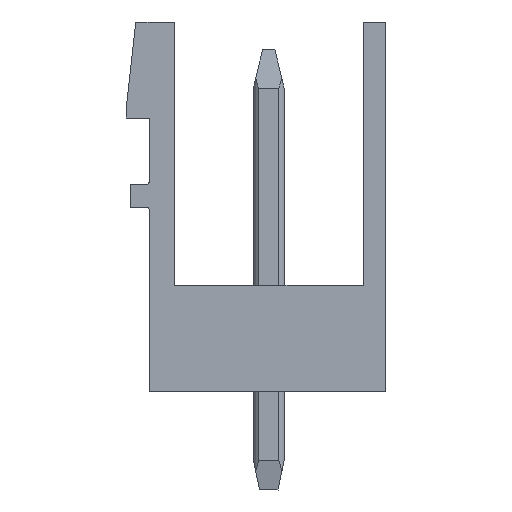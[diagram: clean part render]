
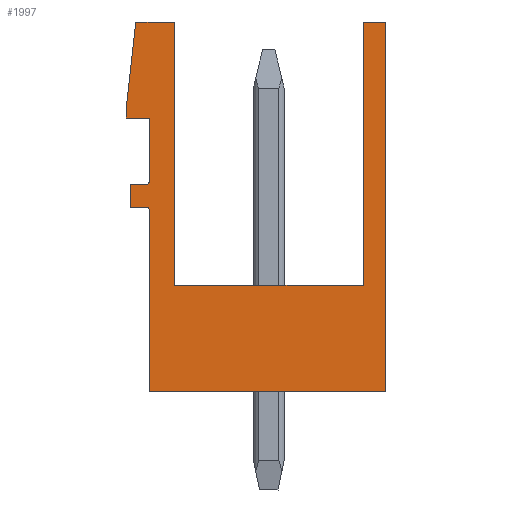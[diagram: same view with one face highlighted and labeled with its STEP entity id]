
A CAD part, left-side view. The second image highlights one B-rep face of the part: STEP entity #1997.
In plain terms, the highlighted planar face has unit normal (-1, 0, 0).
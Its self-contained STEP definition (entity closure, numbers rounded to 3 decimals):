
#1632=AXIS2_PLACEMENT_3D('Circle Axis2P3D',#1630,#1631,$) ;
#1728=AXIS2_PLACEMENT_3D('Circle Axis2P3D',#1726,#1727,$) ;
#1966=AXIS2_PLACEMENT_3D('Plane Axis2P3D',#1963,#1964,#1965) ;
#89=CARTESIAN_POINT('Vertex',(0.,6.86,6.65)) ;
#92=CARTESIAN_POINT('Line Origine',(0.,3.795,6.65)) ;
#96=CARTESIAN_POINT('Vertex',(0.,0.73,6.65)) ;
#1520=CARTESIAN_POINT('Line Origine',(0.,0.73,10.925)) ;
#1524=CARTESIAN_POINT('Vertex',(0.,0.73,15.2)) ;
#1603=CARTESIAN_POINT('Vertex',(0.,7.68,3.2)) ;
#1606=CARTESIAN_POINT('Line Origine',(0.,7.68,6.14)) ;
#1610=CARTESIAN_POINT('Vertex',(0.,7.68,9.08)) ;
#1630=CARTESIAN_POINT('Axis2P3D Location',(0.,7.78,9.08)) ;
#1634=CARTESIAN_POINT('Vertex',(0.,7.78,9.18)) ;
#1654=CARTESIAN_POINT('Line Origine',(0.,8.04,9.18)) ;
#1658=CARTESIAN_POINT('Vertex',(0.,8.3,9.18)) ;
#1678=CARTESIAN_POINT('Line Origine',(0.,8.3,9.555)) ;
#1682=CARTESIAN_POINT('Vertex',(0.,8.3,9.93)) ;
#1702=CARTESIAN_POINT('Line Origine',(0.,8.04,9.93)) ;
#1706=CARTESIAN_POINT('Vertex',(0.,7.78,9.93)) ;
#1726=CARTESIAN_POINT('Axis2P3D Location',(0.,7.78,10.03)) ;
#1730=CARTESIAN_POINT('Vertex',(0.,7.68,10.03)) ;
#1745=CARTESIAN_POINT('Line Origine',(0.,7.68,11.055)) ;
#1749=CARTESIAN_POINT('Vertex',(0.,7.68,12.08)) ;
#1769=CARTESIAN_POINT('Line Origine',(0.,8.055,12.08)) ;
#1773=CARTESIAN_POINT('Vertex',(0.,8.43,12.08)) ;
#1793=CARTESIAN_POINT('Line Origine',(0.,8.43,12.24)) ;
#1797=CARTESIAN_POINT('Vertex',(0.,8.43,12.4)) ;
#1817=CARTESIAN_POINT('Line Origine',(0.,8.275,13.8)) ;
#1821=CARTESIAN_POINT('Vertex',(0.,8.12,15.2)) ;
#1841=CARTESIAN_POINT('Line Origine',(0.,7.49,15.2)) ;
#1845=CARTESIAN_POINT('Vertex',(0.,6.86,15.2)) ;
#1860=CARTESIAN_POINT('Line Origine',(0.,0.365,15.2)) ;
#1864=CARTESIAN_POINT('Vertex',(0.,0.,15.2)) ;
#1884=CARTESIAN_POINT('Line Origine',(0.,0.,9.2)) ;
#1888=CARTESIAN_POINT('Vertex',(0.,0.,3.2)) ;
#1963=CARTESIAN_POINT('Axis2P3D Location',(0.,0.,0.)) ;
#1968=CARTESIAN_POINT('Line Origine',(0.,3.84,3.2)) ;
#1973=CARTESIAN_POINT('Line Origine',(0.,6.86,10.925)) ;
#93=DIRECTION('Vector Direction',(0.,-1.,0.)) ;
#1521=DIRECTION('Vector Direction',(0.,0.,-1.)) ;
#1607=DIRECTION('Vector Direction',(0.,0.,1.)) ;
#1631=DIRECTION('Axis2P3D Direction',(-1.,0.,0.)) ;
#1655=DIRECTION('Vector Direction',(0.,-1.,0.)) ;
#1679=DIRECTION('Vector Direction',(0.,0.,-1.)) ;
#1703=DIRECTION('Vector Direction',(0.,1.,0.)) ;
#1727=DIRECTION('Axis2P3D Direction',(-1.,0.,0.)) ;
#1746=DIRECTION('Vector Direction',(0.,0.,-1.)) ;
#1770=DIRECTION('Vector Direction',(0.,-1.,0.)) ;
#1794=DIRECTION('Vector Direction',(0.,0.,-1.)) ;
#1818=DIRECTION('Vector Direction',(0.,0.11,-0.994)) ;
#1842=DIRECTION('Vector Direction',(0.,-1.,0.)) ;
#1861=DIRECTION('Vector Direction',(0.,1.,0.)) ;
#1885=DIRECTION('Vector Direction',(0.,0.,1.)) ;
#1964=DIRECTION('Axis2P3D Direction',(-1.,0.,0.)) ;
#1965=DIRECTION('Axis2P3D XDirection',(0.,0.,1.)) ;
#1969=DIRECTION('Vector Direction',(0.,1.,0.)) ;
#1974=DIRECTION('Vector Direction',(0.,0.,1.)) ;
#94=VECTOR('Line Direction',#93,1.) ;
#1522=VECTOR('Line Direction',#1521,1.) ;
#1608=VECTOR('Line Direction',#1607,1.) ;
#1656=VECTOR('Line Direction',#1655,1.) ;
#1680=VECTOR('Line Direction',#1679,1.) ;
#1704=VECTOR('Line Direction',#1703,1.) ;
#1747=VECTOR('Line Direction',#1746,1.) ;
#1771=VECTOR('Line Direction',#1770,1.) ;
#1795=VECTOR('Line Direction',#1794,1.) ;
#1819=VECTOR('Line Direction',#1818,1.) ;
#1843=VECTOR('Line Direction',#1842,1.) ;
#1862=VECTOR('Line Direction',#1861,1.) ;
#1886=VECTOR('Line Direction',#1885,1.) ;
#1970=VECTOR('Line Direction',#1969,1.) ;
#1975=VECTOR('Line Direction',#1974,1.) ;
#1979=ORIENTED_EDGE('',*,*,#1972,.T.) ;
#1980=ORIENTED_EDGE('',*,*,#1890,.T.) ;
#1981=ORIENTED_EDGE('',*,*,#1866,.T.) ;
#1982=ORIENTED_EDGE('',*,*,#1526,.T.) ;
#1983=ORIENTED_EDGE('',*,*,#98,.T.) ;
#1984=ORIENTED_EDGE('',*,*,#1977,.T.) ;
#1985=ORIENTED_EDGE('',*,*,#1847,.T.) ;
#1986=ORIENTED_EDGE('',*,*,#1823,.T.) ;
#1987=ORIENTED_EDGE('',*,*,#1799,.T.) ;
#1988=ORIENTED_EDGE('',*,*,#1775,.T.) ;
#1989=ORIENTED_EDGE('',*,*,#1751,.T.) ;
#1990=ORIENTED_EDGE('',*,*,#1732,.T.) ;
#1991=ORIENTED_EDGE('',*,*,#1708,.T.) ;
#1992=ORIENTED_EDGE('',*,*,#1684,.T.) ;
#1993=ORIENTED_EDGE('',*,*,#1660,.T.) ;
#1994=ORIENTED_EDGE('',*,*,#1636,.T.) ;
#1995=ORIENTED_EDGE('',*,*,#1612,.T.) ;
#1997=ADVANCED_FACE('Housing',(#1996),#1967,.T.) ;
#1633=CIRCLE('generated circle',#1632,0.1) ;
#1729=CIRCLE('generated circle',#1728,0.1) ;
#98=EDGE_CURVE('',#97,#90,#95,.F.) ;
#1526=EDGE_CURVE('',#1525,#97,#1523,.T.) ;
#1612=EDGE_CURVE('',#1611,#1604,#1609,.F.) ;
#1636=EDGE_CURVE('',#1635,#1611,#1633,.F.) ;
#1660=EDGE_CURVE('',#1659,#1635,#1657,.T.) ;
#1684=EDGE_CURVE('',#1683,#1659,#1681,.T.) ;
#1708=EDGE_CURVE('',#1707,#1683,#1705,.T.) ;
#1732=EDGE_CURVE('',#1731,#1707,#1729,.F.) ;
#1751=EDGE_CURVE('',#1750,#1731,#1748,.T.) ;
#1775=EDGE_CURVE('',#1774,#1750,#1772,.T.) ;
#1799=EDGE_CURVE('',#1798,#1774,#1796,.T.) ;
#1823=EDGE_CURVE('',#1822,#1798,#1820,.T.) ;
#1847=EDGE_CURVE('',#1846,#1822,#1844,.F.) ;
#1866=EDGE_CURVE('',#1865,#1525,#1863,.T.) ;
#1890=EDGE_CURVE('',#1889,#1865,#1887,.T.) ;
#1972=EDGE_CURVE('',#1604,#1889,#1971,.F.) ;
#1977=EDGE_CURVE('',#90,#1846,#1976,.T.) ;
#1978=EDGE_LOOP('',(#1979,#1980,#1981,#1982,#1983,#1984,#1985,#1986,#1987,#1988,#1989,#1990,#1991,#1992,#1993,#1994,#1995)) ;
#1996=FACE_OUTER_BOUND('',#1978,.T.) ;
#95=LINE('Line',#92,#94) ;
#1523=LINE('Line',#1520,#1522) ;
#1609=LINE('Line',#1606,#1608) ;
#1657=LINE('Line',#1654,#1656) ;
#1681=LINE('Line',#1678,#1680) ;
#1705=LINE('Line',#1702,#1704) ;
#1748=LINE('Line',#1745,#1747) ;
#1772=LINE('Line',#1769,#1771) ;
#1796=LINE('Line',#1793,#1795) ;
#1820=LINE('Line',#1817,#1819) ;
#1844=LINE('Line',#1841,#1843) ;
#1863=LINE('Line',#1860,#1862) ;
#1887=LINE('Line',#1884,#1886) ;
#1971=LINE('Line',#1968,#1970) ;
#1976=LINE('Line',#1973,#1975) ;
#1967=PLANE('',#1966) ;
#90=VERTEX_POINT('',#89) ;
#97=VERTEX_POINT('',#96) ;
#1525=VERTEX_POINT('',#1524) ;
#1604=VERTEX_POINT('',#1603) ;
#1611=VERTEX_POINT('',#1610) ;
#1635=VERTEX_POINT('',#1634) ;
#1659=VERTEX_POINT('',#1658) ;
#1683=VERTEX_POINT('',#1682) ;
#1707=VERTEX_POINT('',#1706) ;
#1731=VERTEX_POINT('',#1730) ;
#1750=VERTEX_POINT('',#1749) ;
#1774=VERTEX_POINT('',#1773) ;
#1798=VERTEX_POINT('',#1797) ;
#1822=VERTEX_POINT('',#1821) ;
#1846=VERTEX_POINT('',#1845) ;
#1865=VERTEX_POINT('',#1864) ;
#1889=VERTEX_POINT('',#1888) ;
